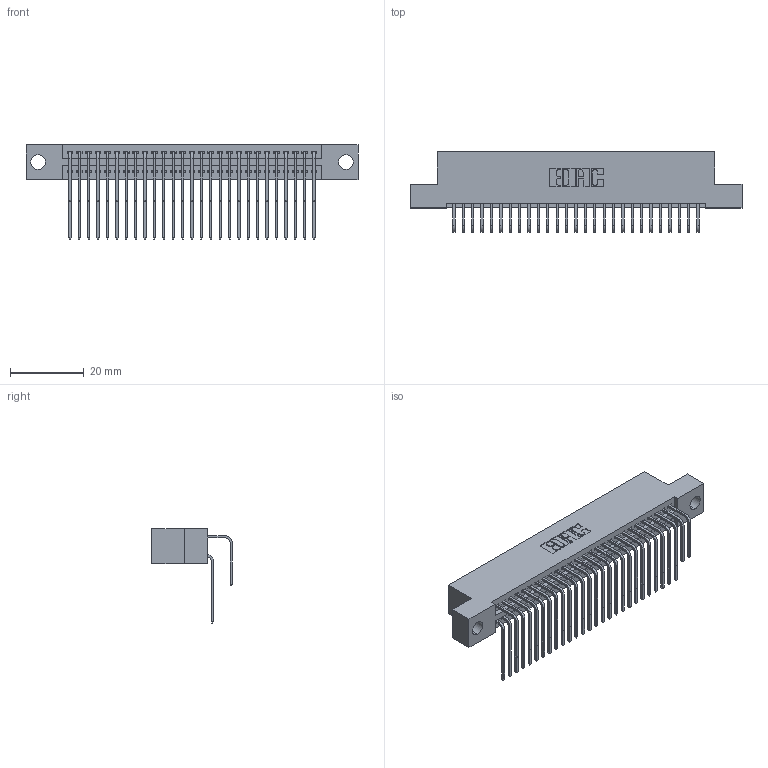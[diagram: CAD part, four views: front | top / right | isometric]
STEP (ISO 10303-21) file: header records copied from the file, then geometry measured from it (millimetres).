
FILE_DESCRIPTION (( 'STEP AP203' ), '1' );
FILE_NAME ('395-054-558-204.STEP', '2021-06-17T00:53:56', ( '' ), ( '' ), 'SwSTEP 2.0', 'SolidWorks 2020', '' );
FILE_SCHEMA (( 'CONFIG_CONTROL_DESIGN' ));
Length unit declared in the file: inch
Products named in the file (4): 345 Part_Flush Mounting Lugs - 0.156 Dia-TI; 345-292-001_558 559 Tail - 1; 345-292-001_558 Tail - 2; 395-054-558-204
Assembly tree (55 placements, depth 2):
  395-054-558-204
    345 Part_Flush Mounting Lugs - 0.156 Dia-TI
    345-292-001_558 559 Tail - 1  x27
    345-292-001_558 Tail - 2  x27
Bounding box: 89.79 x 21.83 x 25.53 mm (x, y, z)
Volume: 8788.5 mm3; surface area: 14016.8 mm2
Topology: 55 solids, 55 shells, 2948 faces, 8747 edges, 5758 vertices
Faces by surface type: plane 1984, cylinder 964
Entity records: 25275 total; most frequent: CARTESIAN_POINT 4301, ORIENTED_EDGE 4182, DIRECTION 3783, EDGE_CURVE 2091, VECTOR 1811, LINE 1811, VERTEX_POINT 1390, AXIS2_PLACEMENT_3D 986
